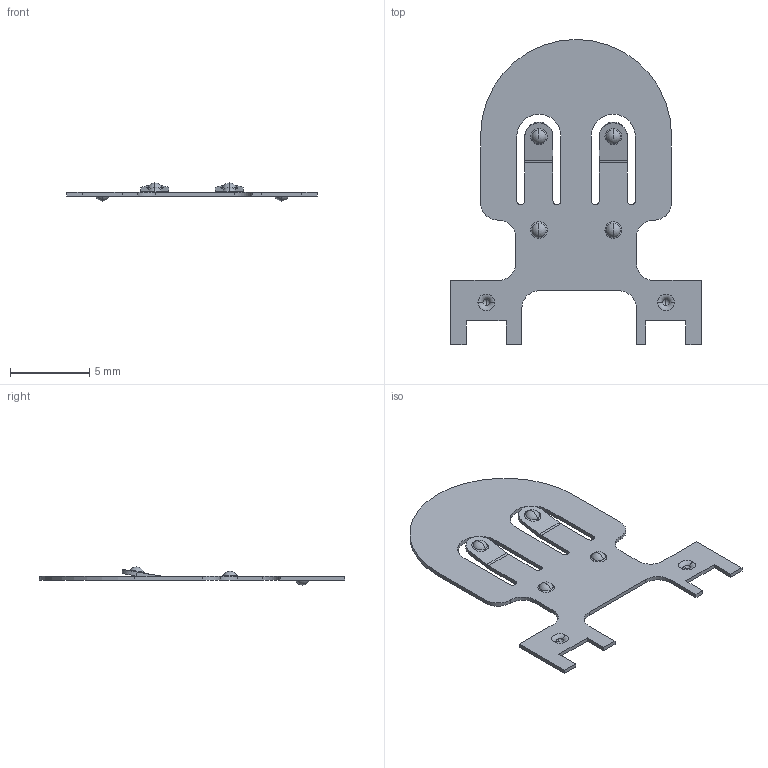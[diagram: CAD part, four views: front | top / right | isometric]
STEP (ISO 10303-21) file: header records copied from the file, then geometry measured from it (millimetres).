
FILE_DESCRIPTION (( 'STEP AP214' ), '1' );
FILE_NAME ('BC-2019.STEP', '2019-09-23T20:05:00', ( '' ), ( '' ), 'SwSTEP 2.0', 'SolidWorks 2017', '' );
FILE_SCHEMA (( 'AUTOMOTIVE_DESIGN' ));
Length unit declared in the file: millimetre
Products named in the file (1): BC-2019
Bounding box: 15.87 x 19.3 x 1.14 mm (x, y, z)
Volume: 43.4 mm3; surface area: 380.7 mm2
Topology: 1 solids, 1 shells, 110 faces, 284 edges, 188 vertices
Faces by surface type: plane 41, torus 24, sphere 24, cylinder 21
Entity records: 3472 total; most frequent: DIRECTION 660, CARTESIAN_POINT 583, ORIENTED_EDGE 568, EDGE_CURVE 284, AXIS2_PLACEMENT_3D 265, VERTEX_POINT 188, CIRCLE 154, LINE 130
